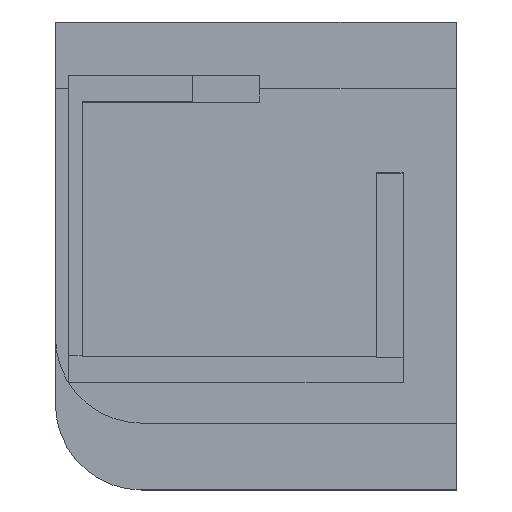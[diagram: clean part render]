
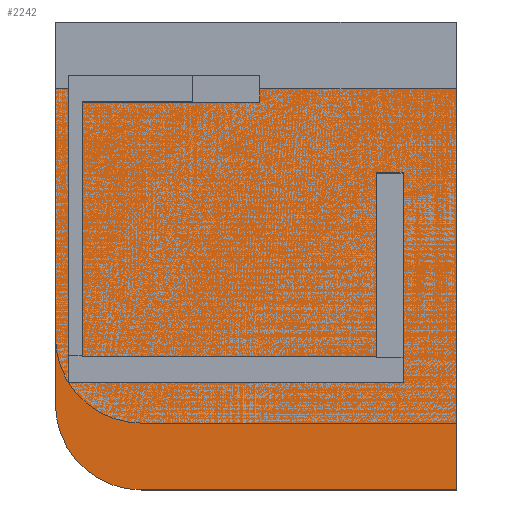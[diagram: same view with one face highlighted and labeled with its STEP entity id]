
A CAD part, top view. The second image highlights one B-rep face of the part: STEP entity #2242.
In plain terms, the highlighted planar face has unit normal (0, 0, 1).
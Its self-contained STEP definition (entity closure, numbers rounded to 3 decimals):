
#2015 = VERTEX_POINT('',#2016);
#2016 = CARTESIAN_POINT('',(15.345,30.,1.));
#2022 = EDGE_CURVE('',#2015,#2023,#2025,.T.);
#2023 = VERTEX_POINT('',#2024);
#2024 = CARTESIAN_POINT('',(0.,30.,1.));
#2025 = LINE('',#2026,#2027);
#2026 = CARTESIAN_POINT('',(15.345,30.,1.));
#2027 = VECTOR('',#2028,1.);
#2028 = DIRECTION('',(-1.,0.,0.));
#2053 = EDGE_CURVE('',#2023,#2054,#2056,.T.);
#2054 = VERTEX_POINT('',#2055);
#2055 = CARTESIAN_POINT('',(0.,6.424,1.));
#2056 = LINE('',#2057,#2058);
#2057 = CARTESIAN_POINT('',(0.,30.,1.));
#2058 = VECTOR('',#2059,1.);
#2059 = DIRECTION('',(0.,-1.,0.));
#2084 = EDGE_CURVE('',#2054,#2085,#2087,.T.);
#2085 = VERTEX_POINT('',#2086);
#2086 = CARTESIAN_POINT('',(6.424,0.,1.));
#2087 = CIRCLE('',#2088,6.424);
#2088 = AXIS2_PLACEMENT_3D('',#2089,#2090,#2091);
#2089 = CARTESIAN_POINT('',(6.424,6.424,1.));
#2090 = DIRECTION('',(0.,0.,1.));
#2091 = DIRECTION('',(1.,0.,0.));
#2117 = EDGE_CURVE('',#2085,#2118,#2120,.T.);
#2118 = VERTEX_POINT('',#2119);
#2119 = CARTESIAN_POINT('',(30.,0.,1.));
#2120 = LINE('',#2121,#2122);
#2121 = CARTESIAN_POINT('',(6.424,0.,1.));
#2122 = VECTOR('',#2123,1.);
#2123 = DIRECTION('',(1.,0.,0.));
#2148 = EDGE_CURVE('',#2118,#2149,#2151,.T.);
#2149 = VERTEX_POINT('',#2150);
#2150 = CARTESIAN_POINT('',(30.,23.941,1.));
#2151 = LINE('',#2152,#2153);
#2152 = CARTESIAN_POINT('',(30.,0.,1.));
#2153 = VECTOR('',#2154,1.);
#2154 = DIRECTION('',(0.,1.,0.));
#2181 = VERTEX_POINT('',#2182);
#2182 = CARTESIAN_POINT('',(30.,30.,1.));
#2188 = EDGE_CURVE('',#2181,#2149,#2189,.T.);
#2189 = LINE('',#2190,#2191);
#2190 = CARTESIAN_POINT('',(30.,30.,1.));
#2191 = VECTOR('',#2192,1.);
#2192 = DIRECTION('',(0.,-1.,0.));
#2210 = EDGE_CURVE('',#2015,#2181,#2211,.T.);
#2211 = LINE('',#2212,#2213);
#2212 = CARTESIAN_POINT('',(15.345,30.,1.));
#2213 = VECTOR('',#2214,1.);
#2214 = DIRECTION('',(1.,0.,0.));
#2242 = ADVANCED_FACE('',(#2243),#2252,.T.);
#2243 = FACE_BOUND('',#2244,.T.);
#2244 = EDGE_LOOP('',(#2245,#2246,#2247,#2248,#2249,#2250,#2251));
#2245 = ORIENTED_EDGE('',*,*,#2022,.T.);
#2246 = ORIENTED_EDGE('',*,*,#2053,.T.);
#2247 = ORIENTED_EDGE('',*,*,#2084,.T.);
#2248 = ORIENTED_EDGE('',*,*,#2117,.T.);
#2249 = ORIENTED_EDGE('',*,*,#2148,.T.);
#2250 = ORIENTED_EDGE('',*,*,#2188,.F.);
#2251 = ORIENTED_EDGE('',*,*,#2210,.F.);
#2252 = PLANE('',#2253);
#2253 = AXIS2_PLACEMENT_3D('',#2254,#2255,#2256);
#2254 = CARTESIAN_POINT('',(15.398,15.398,1.));
#2255 = DIRECTION('',(0.,0.,1.));
#2256 = DIRECTION('',(1.,0.,0.));
